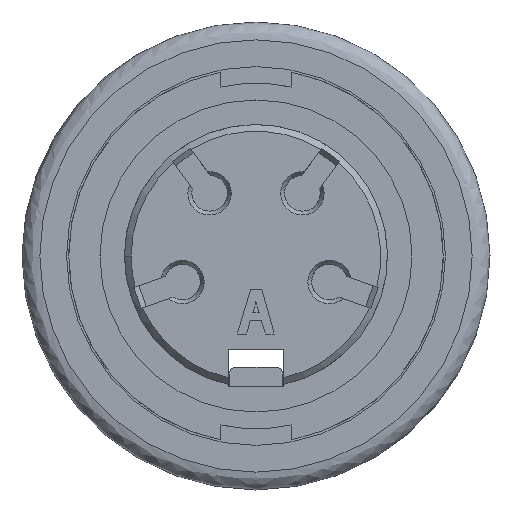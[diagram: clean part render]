
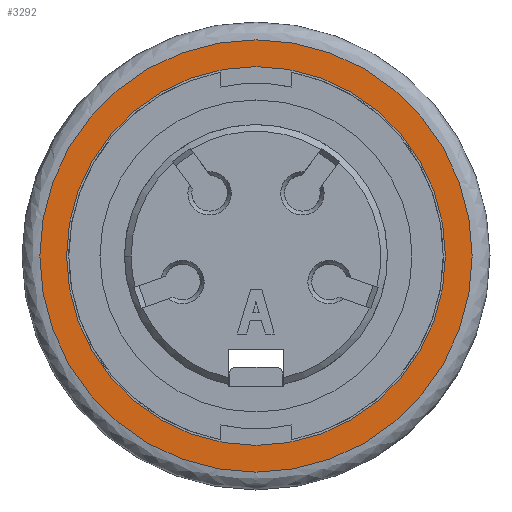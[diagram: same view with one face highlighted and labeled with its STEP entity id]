
A CAD part, front view. The second image highlights one B-rep face of the part: STEP entity #3292.
In plain terms, the highlighted planar face has unit normal (0, -1, 0).
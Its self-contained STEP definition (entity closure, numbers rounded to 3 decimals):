
#2842=FACE_BOUND('',#4212,.T.);
#2843=FACE_BOUND('',#4213,.T.);
#3292=ADVANCED_FACE('3-0-177',(#2842,#2843),#3561,.T.);
#3561=PLANE('',#10929);
#4212=EDGE_LOOP('',(#6669));
#4213=EDGE_LOOP('',(#6670));
#5027=CIRCLE('',#10926,8.5);
#5028=CIRCLE('',#10928,9.7);
#6669=ORIENTED_EDGE('',*,*,#9379,.T.);
#6670=ORIENTED_EDGE('',*,*,#9380,.T.);
#8272=VERTEX_POINT('',#25583);
#8273=VERTEX_POINT('',#25586);
#9379=EDGE_CURVE('',#8272,#8272,#5027,.T.);
#9380=EDGE_CURVE('',#8273,#8273,#5028,.T.);
#10926=AXIS2_PLACEMENT_3D('',#25582,#12245,#12246);
#10928=AXIS2_PLACEMENT_3D('',#25585,#12249,#12250);
#10929=AXIS2_PLACEMENT_3D('',#25587,#12251,#12252);
#12245=DIRECTION('',(0.,1.,0.));
#12246=DIRECTION('',(0.,0.,-1.));
#12249=DIRECTION('',(0.,-1.,0.));
#12250=DIRECTION('',(0.,0.,-1.));
#12251=DIRECTION('',(0.,-1.,0.));
#12252=DIRECTION('',(0.,0.,-1.));
#25582=CARTESIAN_POINT('',(0.,-4.25,0.));
#25583=CARTESIAN_POINT('',(0.,-4.25,-8.5));
#25585=CARTESIAN_POINT('',(0.,-4.25,0.));
#25586=CARTESIAN_POINT('',(0.,-4.25,-9.7));
#25587=CARTESIAN_POINT('',(-10.67,-4.25,10.67));
